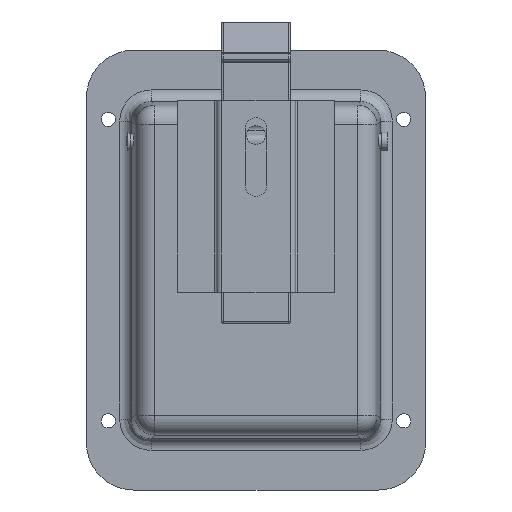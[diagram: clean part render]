
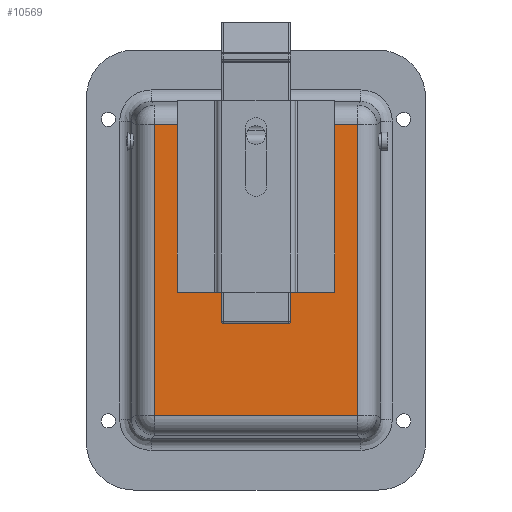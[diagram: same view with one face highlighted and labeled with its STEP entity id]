
A CAD part, front view. The second image highlights one B-rep face of the part: STEP entity #10569.
In plain terms, the highlighted planar face has unit normal (0, -1, 0).
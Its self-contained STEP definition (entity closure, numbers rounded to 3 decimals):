
#408 = CARTESIAN_POINT ( 'NONE',  ( -21., 0., -7.5 ) ) ;
#409 = CARTESIAN_POINT ( 'NONE',  ( -21., 0., 7.5 ) ) ;
#487 = CARTESIAN_POINT ( 'NONE',  ( -33., 0., 7. ) ) ;
#488 = CARTESIAN_POINT ( 'NONE',  ( -33., 0., -7. ) ) ;
#489 = CARTESIAN_POINT ( 'NONE',  ( -46.327, 0., -7. ) ) ;
#490 = CARTESIAN_POINT ( 'NONE',  ( -46.327, 0., -32.327 ) ) ;
#491 = CARTESIAN_POINT ( 'NONE',  ( 46.327, 0., -32.327 ) ) ;
#492 = CARTESIAN_POINT ( 'NONE',  ( 46.327, 0., 32.327 ) ) ;
#493 = CARTESIAN_POINT ( 'NONE',  ( -46.327, 0., 32.327 ) ) ;
#494 = CARTESIAN_POINT ( 'NONE',  ( -46.327, 0., 7. ) ) ;
#559 = PLANE ( 'NONE',  #7567 ) ;
#560 = CARTESIAN_POINT ( 'NONE',  ( 0., 0., 0. ) ) ;
#561 = DIRECTION ( 'NONE',  ( 0., 1., 0. ) ) ;
#562 = DIRECTION ( 'NONE',  ( 0., 0., 1. ) ) ;
#689 = CARTESIAN_POINT ( 'NONE',  ( -21., 0., 0. ) ) ;
#693 = DIRECTION ( 'NONE',  ( 0., 1., 0. ) ) ;
#694 = DIRECTION ( 'NONE',  ( 0., 0., 1. ) ) ;
#2930 = CARTESIAN_POINT ( 'NONE',  ( -21., 0., 0. ) ) ;
#2931 = DIRECTION ( 'NONE',  ( 0., 1., 0. ) ) ;
#2932 = DIRECTION ( 'NONE',  ( 0., 0., 1. ) ) ;
#2934 = LINE ( 'NONE', #2935, #7200 ) ;
#2935 = CARTESIAN_POINT ( 'NONE',  ( 0., 0., -7. ) ) ;
#2936 = DIRECTION ( 'NONE',  ( -1., 0., 0. ) ) ;
#2937 = LINE ( 'NONE', #2938, #3270 ) ;
#2938 = CARTESIAN_POINT ( 'NONE',  ( -33., 0., 0. ) ) ;
#2939 = DIRECTION ( 'NONE',  ( 0., 0., -1. ) ) ;
#2940 = LINE ( 'NONE', #2941, #3271 ) ;
#2941 = CARTESIAN_POINT ( 'NONE',  ( -46.327, 0., -38. ) ) ;
#2942 = DIRECTION ( 'NONE',  ( 0., 0., -1. ) ) ;
#2943 = LINE ( 'NONE', #2944, #3272 ) ;
#2944 = CARTESIAN_POINT ( 'NONE',  ( 52., 0., -32.327 ) ) ;
#2945 = DIRECTION ( 'NONE',  ( 1., 0., 0. ) ) ;
#2946 = LINE ( 'NONE', #2947, #3273 ) ;
#2947 = CARTESIAN_POINT ( 'NONE',  ( 46.327, 0., 38. ) ) ;
#2948 = DIRECTION ( 'NONE',  ( 0., 0., 1. ) ) ;
#2949 = LINE ( 'NONE', #2950, #3274 ) ;
#2950 = CARTESIAN_POINT ( 'NONE',  ( -52., 0., 32.327 ) ) ;
#2951 = DIRECTION ( 'NONE',  ( -1., 0., 0. ) ) ;
#2952 = LINE ( 'NONE', #2953, #3275 ) ;
#2953 = CARTESIAN_POINT ( 'NONE',  ( -46.327, 0., -38. ) ) ;
#2954 = DIRECTION ( 'NONE',  ( 0., 0., -1. ) ) ;
#2955 = LINE ( 'NONE', #2956, #3276 ) ;
#2956 = CARTESIAN_POINT ( 'NONE',  ( 0., 0., 7. ) ) ;
#2957 = DIRECTION ( 'NONE',  ( 1., 0., 0. ) ) ;
#3255 = EDGE_CURVE ( 'NONE', #10182, #10181, #3579, .T. ) ;
#3256 = EDGE_CURVE ( 'NONE', #10292, #10293, #2934, .T. ) ;
#3257 = EDGE_CURVE ( 'NONE', #10291, #10292, #2937, .T. ) ;
#3258 = EDGE_CURVE ( 'NONE', #10293, #10294, #2940, .T. ) ;
#3259 = EDGE_CURVE ( 'NONE', #10294, #10295, #2943, .T. ) ;
#3260 = EDGE_CURVE ( 'NONE', #10295, #10296, #2946, .T. ) ;
#3261 = EDGE_CURVE ( 'NONE', #10296, #10297, #2949, .T. ) ;
#3262 = EDGE_CURVE ( 'NONE', #10297, #10298, #2952, .T. ) ;
#3263 = EDGE_CURVE ( 'NONE', #10298, #10291, #2955, .T. ) ;
#3270 = VECTOR ( 'NONE', #2939, 1000. ) ;
#3271 = VECTOR ( 'NONE', #2942, 1000. ) ;
#3272 = VECTOR ( 'NONE', #2945, 1000. ) ;
#3273 = VECTOR ( 'NONE', #2948, 1000. ) ;
#3274 = VECTOR ( 'NONE', #2951, 1000. ) ;
#3275 = VECTOR ( 'NONE', #2954, 1000. ) ;
#3276 = VECTOR ( 'NONE', #2957, 1000. ) ;
#3579 = CIRCLE ( 'NONE', #7196, 7.5 ) ;
#7196 = AXIS2_PLACEMENT_3D ( 'NONE', #2930, #2931, #2932 ) ;
#7200 = VECTOR ( 'NONE', #2936, 1000. ) ;
#7402 = CIRCLE ( 'NONE', #7618, 7.5 ) ;
#7555 = FACE_BOUND ( 'NONE', #10426, .T. ) ;
#7561 = FACE_OUTER_BOUND ( 'NONE', #10428, .T. ) ;
#7567 = AXIS2_PLACEMENT_3D ( 'NONE', #560, #561, #562 ) ;
#7618 = AXIS2_PLACEMENT_3D ( 'NONE', #689, #693, #694 ) ;
#9598 = ORIENTED_EDGE ( 'NONE', *, *, #3257, .T. ) ;
#9599 = ORIENTED_EDGE ( 'NONE', *, *, #3255, .T. ) ;
#9600 = ORIENTED_EDGE ( 'NONE', *, *, #10647, .T. ) ;
#9601 = ORIENTED_EDGE ( 'NONE', *, *, #3258, .T. ) ;
#9602 = ORIENTED_EDGE ( 'NONE', *, *, #3256, .T. ) ;
#9603 = ORIENTED_EDGE ( 'NONE', *, *, #3259, .T. ) ;
#9604 = ORIENTED_EDGE ( 'NONE', *, *, #3260, .T. ) ;
#9605 = ORIENTED_EDGE ( 'NONE', *, *, #3261, .T. ) ;
#9606 = ORIENTED_EDGE ( 'NONE', *, *, #3262, .T. ) ;
#9607 = ORIENTED_EDGE ( 'NONE', *, *, #3263, .T. ) ;
#10181 = VERTEX_POINT ( 'NONE', #408 ) ;
#10182 = VERTEX_POINT ( 'NONE', #409 ) ;
#10291 = VERTEX_POINT ( 'NONE', #487 ) ;
#10292 = VERTEX_POINT ( 'NONE', #488 ) ;
#10293 = VERTEX_POINT ( 'NONE', #489 ) ;
#10294 = VERTEX_POINT ( 'NONE', #490 ) ;
#10295 = VERTEX_POINT ( 'NONE', #491 ) ;
#10296 = VERTEX_POINT ( 'NONE', #492 ) ;
#10297 = VERTEX_POINT ( 'NONE', #493 ) ;
#10298 = VERTEX_POINT ( 'NONE', #494 ) ;
#10426 = EDGE_LOOP ( 'NONE', ( #9599, #9600 ) ) ;
#10428 = EDGE_LOOP ( 'NONE', ( #9598, #9602, #9601, #9603, #9604, #9605, #9606, #9607 ) ) ;
#10569 = ADVANCED_FACE ( 'NONE', ( #7555, #7561 ), #559, .F. ) ;
#10647 = EDGE_CURVE ( 'NONE', #10181, #10182, #7402, .T. ) ;
